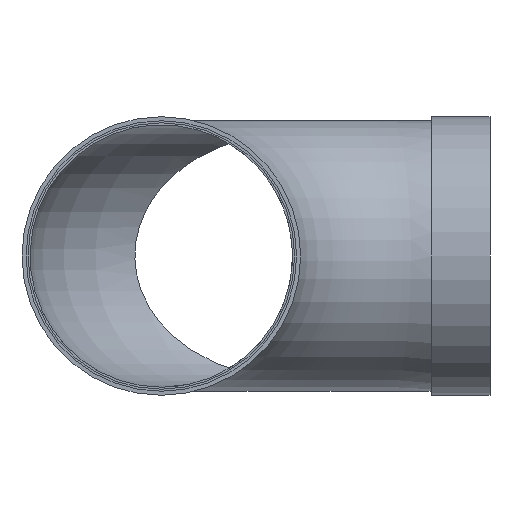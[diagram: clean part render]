
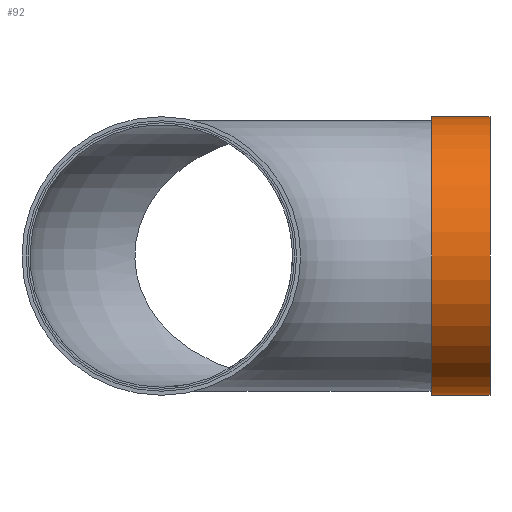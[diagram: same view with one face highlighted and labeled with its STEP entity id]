
A CAD part, left-side view. The second image highlights one B-rep face of the part: STEP entity #92.
In plain terms, the highlighted cylindrical face has radius 103 mm (diameter 206 mm), a full revolution.
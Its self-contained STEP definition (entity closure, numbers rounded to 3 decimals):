
#92 = ADVANCED_FACE( '', ( #191, #192 ), #193, .T. );
#191 = FACE_OUTER_BOUND( '', #297, .T. );
#192 = FACE_OUTER_BOUND( '', #298, .T. );
#193 = CYLINDRICAL_SURFACE( '', #299, 103. );
#297 = EDGE_LOOP( '', ( #421 ) );
#298 = EDGE_LOOP( '', ( #422 ) );
#299 = AXIS2_PLACEMENT_3D( '', #423, #424, #425 );
#421 = ORIENTED_EDGE( '', *, *, #527, .T. );
#422 = ORIENTED_EDGE( '', *, *, #529, .F. );
#423 = CARTESIAN_POINT( '', ( 0., 0., 0. ) );
#424 = DIRECTION( '', ( 0., 1., 0. ) );
#425 = DIRECTION( '', ( 0., 0., -1. ) );
#527 = EDGE_CURVE( '', #596, #596, #597, .T. );
#529 = EDGE_CURVE( '', #599, #599, #600, .T. );
#596 = VERTEX_POINT( '', #1624 );
#597 = CIRCLE( '', #1625, 103. );
#599 = VERTEX_POINT( '', #1627 );
#600 = CIRCLE( '', #1628, 103. );
#1624 = CARTESIAN_POINT( '', ( 0., 43., -103. ) );
#1625 = AXIS2_PLACEMENT_3D( '', #1691, #1692, #1693 );
#1627 = CARTESIAN_POINT( '', ( 0., 0., -103. ) );
#1628 = AXIS2_PLACEMENT_3D( '', #1694, #1695, #1696 );
#1691 = CARTESIAN_POINT( '', ( 0., 43., 0. ) );
#1692 = DIRECTION( '', ( 0., -1., 0. ) );
#1693 = DIRECTION( '', ( 0., 0., -1. ) );
#1694 = CARTESIAN_POINT( '', ( 0., 0., 0. ) );
#1695 = DIRECTION( '', ( 0., -1., 0. ) );
#1696 = DIRECTION( '', ( 0., 0., -1. ) );
